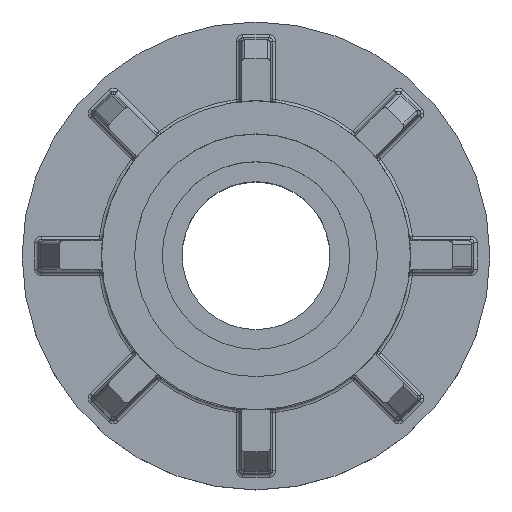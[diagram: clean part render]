
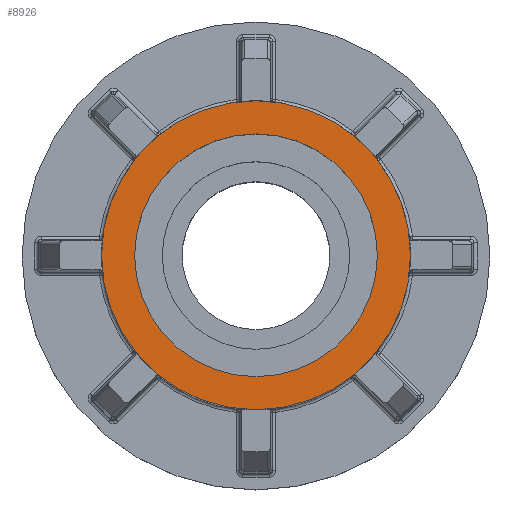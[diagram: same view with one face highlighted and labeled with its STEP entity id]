
A CAD part, top view. The second image highlights one B-rep face of the part: STEP entity #8926.
In plain terms, the highlighted planar face has unit normal (0, 0, 1).
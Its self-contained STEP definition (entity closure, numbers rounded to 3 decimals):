
#549 = CARTESIAN_POINT ( 'NONE',  ( 0., 0., 43. ) ) ;
#564 = DIRECTION ( 'NONE',  ( 1., 0., 0. ) ) ;
#945 = CARTESIAN_POINT ( 'NONE',  ( 14., 0., 43. ) ) ;
#1313 = ORIENTED_EDGE ( 'NONE', *, *, #6586, .F. ) ;
#1351 = DIRECTION ( 'NONE',  ( 1., 0., 0. ) ) ;
#1354 = VERTEX_POINT ( 'NONE', #5552 ) ;
#1889 = CARTESIAN_POINT ( 'NONE',  ( 0., 0., 43. ) ) ;
#2013 = AXIS2_PLACEMENT_3D ( 'NONE', #7870, #7189, #8506 ) ;
#2036 = FACE_BOUND ( 'NONE', #4370, .T. ) ;
#2084 = CARTESIAN_POINT ( 'NONE',  ( 0., 0., 43. ) ) ;
#2268 = EDGE_CURVE ( 'NONE', #3170, #2894, #3518, .T. ) ;
#2478 = CIRCLE ( 'NONE', #5218, 11. ) ;
#2690 = DIRECTION ( 'NONE',  ( 1., 0., 0. ) ) ;
#2726 = PLANE ( 'NONE',  #2013 ) ;
#2871 = DIRECTION ( 'NONE',  ( 1., 0., 0. ) ) ;
#2894 = VERTEX_POINT ( 'NONE', #945 ) ;
#3170 = VERTEX_POINT ( 'NONE', #6195 ) ;
#3518 = CIRCLE ( 'NONE', #3804, 14. ) ;
#3747 = EDGE_CURVE ( 'NONE', #1354, #5404, #5109, .T. ) ;
#3804 = AXIS2_PLACEMENT_3D ( 'NONE', #2084, #7348, #2871 ) ;
#4127 = FACE_OUTER_BOUND ( 'NONE', #5276, .T. ) ;
#4272 = EDGE_CURVE ( 'NONE', #2894, #3170, #8920, .T. ) ;
#4370 = EDGE_LOOP ( 'NONE', ( #8426, #1313 ) ) ;
#5109 = CIRCLE ( 'NONE', #8436, 11. ) ;
#5218 = AXIS2_PLACEMENT_3D ( 'NONE', #9329, #5303, #564 ) ;
#5276 = EDGE_LOOP ( 'NONE', ( #9188, #8064 ) ) ;
#5303 = DIRECTION ( 'NONE',  ( 0., 0., 1. ) ) ;
#5404 = VERTEX_POINT ( 'NONE', #8122 ) ;
#5552 = CARTESIAN_POINT ( 'NONE',  ( 11., 0., 43. ) ) ;
#6036 = DIRECTION ( 'NONE',  ( 0., 0., 1. ) ) ;
#6195 = CARTESIAN_POINT ( 'NONE',  ( -14., 0., 43. ) ) ;
#6586 = EDGE_CURVE ( 'NONE', #5404, #1354, #2478, .T. ) ;
#7189 = DIRECTION ( 'NONE',  ( 0., 0., 1. ) ) ;
#7192 = DIRECTION ( 'NONE',  ( 0., 0., 1. ) ) ;
#7348 = DIRECTION ( 'NONE',  ( 0., 0., 1. ) ) ;
#7722 = AXIS2_PLACEMENT_3D ( 'NONE', #549, #6036, #1351 ) ;
#7870 = CARTESIAN_POINT ( 'NONE',  ( 0., 0., 43. ) ) ;
#8064 = ORIENTED_EDGE ( 'NONE', *, *, #4272, .T. ) ;
#8122 = CARTESIAN_POINT ( 'NONE',  ( -11., 0., 43. ) ) ;
#8426 = ORIENTED_EDGE ( 'NONE', *, *, #3747, .F. ) ;
#8436 = AXIS2_PLACEMENT_3D ( 'NONE', #1889, #7192, #2690 ) ;
#8506 = DIRECTION ( 'NONE',  ( 1., 0., 0. ) ) ;
#8920 = CIRCLE ( 'NONE', #7722, 14. ) ;
#8926 = ADVANCED_FACE ( 'NONE', ( #2036, #4127 ), #2726, .T. ) ;
#9188 = ORIENTED_EDGE ( 'NONE', *, *, #2268, .T. ) ;
#9329 = CARTESIAN_POINT ( 'NONE',  ( 0., 0., 43. ) ) ;
